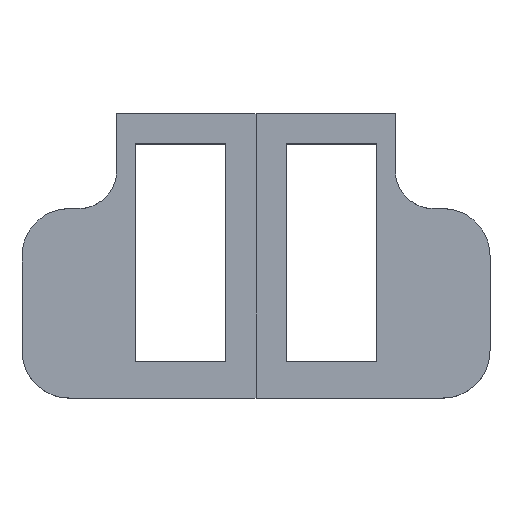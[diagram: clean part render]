
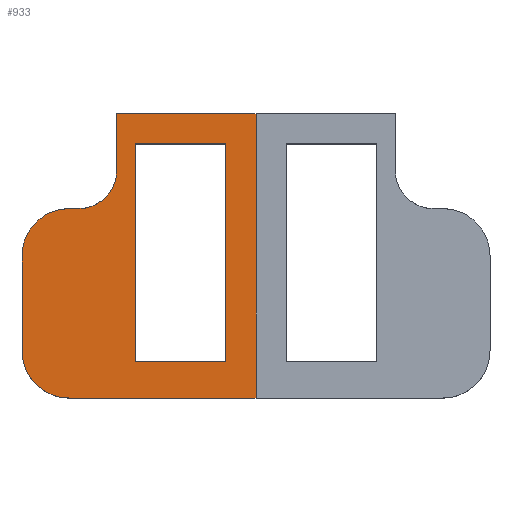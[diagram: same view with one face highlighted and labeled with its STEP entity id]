
A CAD part, top view. The second image highlights one B-rep face of the part: STEP entity #933.
In plain terms, the highlighted planar face has unit normal (0, 0, 1).
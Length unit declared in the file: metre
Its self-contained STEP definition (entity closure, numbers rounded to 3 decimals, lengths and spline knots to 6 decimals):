
#31=CIRCLE('',#1010,0.004);
#32=CIRCLE('',#1011,0.005);
#33=CIRCLE('',#1012,0.005);
#115=ORIENTED_EDGE('',*,*,#361,.T.);
#116=ORIENTED_EDGE('',*,*,#356,.T.);
#117=ORIENTED_EDGE('',*,*,#354,.T.);
#118=ORIENTED_EDGE('',*,*,#348,.F.);
#119=ORIENTED_EDGE('',*,*,#373,.F.);
#120=ORIENTED_EDGE('',*,*,#370,.T.);
#121=ORIENTED_EDGE('',*,*,#374,.F.);
#122=ORIENTED_EDGE('',*,*,#364,.T.);
#123=ORIENTED_EDGE('',*,*,#375,.F.);
#124=ORIENTED_EDGE('',*,*,#339,.F.);
#125=ORIENTED_EDGE('',*,*,#372,.F.);
#126=ORIENTED_EDGE('',*,*,#346,.F.);
#127=ORIENTED_EDGE('',*,*,#344,.T.);
#339=EDGE_CURVE('',#476,#477,#568,.T.);
#344=EDGE_CURVE('',#480,#477,#573,.T.);
#346=EDGE_CURVE('',#480,#481,#575,.T.);
#348=EDGE_CURVE('',#482,#483,#577,.T.);
#354=EDGE_CURVE('',#486,#483,#583,.T.);
#356=EDGE_CURVE('',#487,#486,#585,.T.);
#361=EDGE_CURVE('',#490,#487,#590,.T.);
#364=EDGE_CURVE('',#492,#493,#592,.T.);
#370=EDGE_CURVE('',#499,#498,#597,.T.);
#372=EDGE_CURVE('',#481,#476,#599,.T.);
#373=EDGE_CURVE('',#499,#482,#31,.F.);
#374=EDGE_CURVE('',#492,#498,#32,.T.);
#375=EDGE_CURVE('',#490,#493,#33,.T.);
#476=VERTEX_POINT('',#1348);
#477=VERTEX_POINT('',#1350);
#480=VERTEX_POINT('',#1359);
#481=VERTEX_POINT('',#1363);
#482=VERTEX_POINT('',#1367);
#483=VERTEX_POINT('',#1368);
#486=VERTEX_POINT('',#1378);
#487=VERTEX_POINT('',#1382);
#490=VERTEX_POINT('',#1391);
#492=VERTEX_POINT('',#1397);
#493=VERTEX_POINT('',#1398);
#498=VERTEX_POINT('',#1409);
#499=VERTEX_POINT('',#1411);
#568=LINE('',#1349,#684);
#573=LINE('',#1358,#689);
#575=LINE('',#1362,#691);
#577=LINE('',#1366,#693);
#583=LINE('',#1377,#699);
#585=LINE('',#1381,#701);
#590=LINE('',#1390,#706);
#592=LINE('',#1396,#708);
#597=LINE('',#1410,#713);
#599=LINE('',#1414,#715);
#684=VECTOR('',#1086,1.);
#689=VECTOR('',#1093,1.);
#691=VECTOR('',#1097,1.);
#693=VECTOR('',#1101,1.);
#699=VECTOR('',#1109,1.);
#701=VECTOR('',#1113,1.);
#706=VECTOR('',#1120,1.);
#708=VECTOR('',#1126,1.);
#713=VECTOR('',#1135,1.);
#715=VECTOR('',#1139,1.);
#793=EDGE_LOOP('',(#115,#116,#117,#118,#119,#120,#121,#122,#123));
#794=EDGE_LOOP('',(#124,#125,#126,#127));
#843=FACE_BOUND('',#793,.T.);
#844=FACE_BOUND('',#794,.T.);
#893=PLANE('',#1009);
#933=ADVANCED_FACE('',(#843,#844),#893,.T.);
#1009=AXIS2_PLACEMENT_3D('',#1415,#1140,#1141);
#1010=AXIS2_PLACEMENT_3D('',#1416,#1142,#1143);
#1011=AXIS2_PLACEMENT_3D('',#1417,#1144,#1145);
#1012=AXIS2_PLACEMENT_3D('',#1418,#1146,#1147);
#1086=DIRECTION('',(0.,1.,0.));
#1093=DIRECTION('',(1.,0.,0.));
#1097=DIRECTION('',(0.,-1.,0.));
#1101=DIRECTION('',(0.,1.,0.));
#1109=DIRECTION('',(-1.,0.,0.));
#1113=DIRECTION('',(0.,1.,0.));
#1120=DIRECTION('',(1.,0.,0.));
#1126=DIRECTION('',(0.,-1.,0.));
#1135=DIRECTION('',(-1.,0.,0.));
#1139=DIRECTION('',(1.,0.,0.));
#1140=DIRECTION('',(0.,0.,1.));
#1141=DIRECTION('',(-1.,0.,0.));
#1142=DIRECTION('',(0.,0.,-1.));
#1143=DIRECTION('',(-1.,0.,0.));
#1144=DIRECTION('',(0.,0.,-1.));
#1145=DIRECTION('',(-1.,0.,0.));
#1146=DIRECTION('',(0.,0.,-1.));
#1147=DIRECTION('',(-1.,0.,0.));
#1348=CARTESIAN_POINT('',(-0.00636,0.00388,0.002));
#1349=CARTESIAN_POINT('',(-0.00636,0.01535,0.002));
#1350=CARTESIAN_POINT('',(-0.00636,0.02682,0.002));
#1358=CARTESIAN_POINT('',(-0.00795,0.02682,0.002));
#1359=CARTESIAN_POINT('',(-0.0159,0.02682,0.002));
#1362=CARTESIAN_POINT('',(-0.0159,0.01535,0.002));
#1363=CARTESIAN_POINT('',(-0.0159,0.00388,0.002));
#1366=CARTESIAN_POINT('',(-0.01788,0.025,0.002));
#1367=CARTESIAN_POINT('',(-0.01788,0.024,0.002));
#1368=CARTESIAN_POINT('',(-0.01788,0.03,0.002));
#1377=CARTESIAN_POINT('',(-0.00477,0.03,0.002));
#1378=CARTESIAN_POINT('',(-0.00318,0.03,0.002));
#1381=CARTESIAN_POINT('',(-0.00318,0.015,0.002));
#1382=CARTESIAN_POINT('',(-0.00318,0.,0.002));
#1390=CARTESIAN_POINT('',(-0.00477,0.,0.002));
#1391=CARTESIAN_POINT('',(-0.02288,0.,0.002));
#1396=CARTESIAN_POINT('',(-0.02788,0.0025,0.002));
#1397=CARTESIAN_POINT('',(-0.02788,0.015,0.002));
#1398=CARTESIAN_POINT('',(-0.02788,0.005,0.002));
#1409=CARTESIAN_POINT('',(-0.02288,0.02,0.002));
#1410=CARTESIAN_POINT('',(-0.019468,0.02,0.002));
#1411=CARTESIAN_POINT('',(-0.02188,0.02,0.002));
#1414=CARTESIAN_POINT('',(-0.01371,0.00388,0.002));
#1415=CARTESIAN_POINT('',(-0.01553,0.015,0.002));
#1416=CARTESIAN_POINT('',(-0.02188,0.024,0.002));
#1417=CARTESIAN_POINT('',(-0.02288,0.015,0.002));
#1418=CARTESIAN_POINT('',(-0.02288,0.005,0.002));
